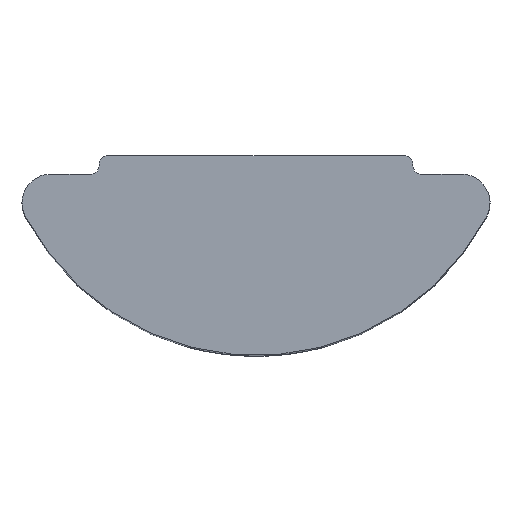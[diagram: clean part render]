
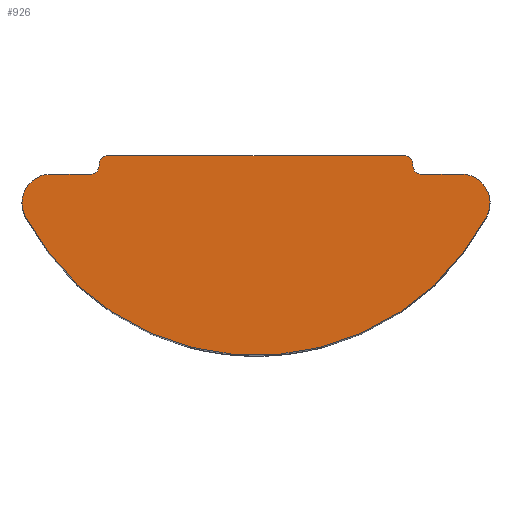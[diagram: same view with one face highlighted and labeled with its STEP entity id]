
A CAD part, top view. The second image highlights one B-rep face of the part: STEP entity #926.
In plain terms, the highlighted planar face has unit normal (0, 0, 1).
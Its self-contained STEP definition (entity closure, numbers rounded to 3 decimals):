
#11 = VERTEX_POINT ( 'NONE', #561 ) ;
#41 = CARTESIAN_POINT ( 'NONE',  ( 5.8, 0., 22. ) ) ;
#47 = AXIS2_PLACEMENT_3D ( 'NONE', #1087, #76, #71 ) ;
#49 = CARTESIAN_POINT ( 'NONE',  ( 7.2, 0., 22. ) ) ;
#52 = ORIENTED_EDGE ( 'NONE', *, *, #666, .T. ) ;
#60 = AXIS2_PLACEMENT_3D ( 'NONE', #1023, #1018, #958 ) ;
#68 = ORIENTED_EDGE ( 'NONE', *, *, #1047, .T. ) ;
#70 = AXIS2_PLACEMENT_3D ( 'NONE', #674, #590, #587 ) ;
#71 = DIRECTION ( 'NONE',  ( -1., 0., 0. ) ) ;
#76 = DIRECTION ( 'NONE',  ( 0., 0., -1. ) ) ;
#77 = VERTEX_POINT ( 'NONE', #873 ) ;
#79 = AXIS2_PLACEMENT_3D ( 'NONE', #1103, #939, #1037 ) ;
#110 = CARTESIAN_POINT ( 'NONE',  ( -7.2, 0., 22. ) ) ;
#114 = VERTEX_POINT ( 'NONE', #364 ) ;
#135 = DIRECTION ( 'NONE',  ( 0., 0., -1. ) ) ;
#137 = CIRCLE ( 'NONE', #79, 1. ) ;
#150 = VECTOR ( 'NONE', #432, 1000. ) ;
#153 = VERTEX_POINT ( 'NONE', #110 ) ;
#175 = VERTEX_POINT ( 'NONE', #49 ) ;
#187 = CIRCLE ( 'NONE', #306, 1. ) ;
#195 = CARTESIAN_POINT ( 'NONE',  ( -5.5, 0.3, 22. ) ) ;
#200 = CIRCLE ( 'NONE', #312, 0.3 ) ;
#226 = ORIENTED_EDGE ( 'NONE', *, *, #525, .F. ) ;
#228 = LINE ( 'NONE', #231, #1089 ) ;
#231 = CARTESIAN_POINT ( 'NONE',  ( -7.2, 0., 22. ) ) ;
#236 = CARTESIAN_POINT ( 'NONE',  ( 5.5, 0.35, 22. ) ) ;
#243 = CARTESIAN_POINT ( 'NONE',  ( 5.5, 0., 22. ) ) ;
#252 = ORIENTED_EDGE ( 'NONE', *, *, #442, .F. ) ;
#255 = VERTEX_POINT ( 'NONE', #1110 ) ;
#264 = AXIS2_PLACEMENT_3D ( 'NONE', #316, #135, #331 ) ;
#289 = CARTESIAN_POINT ( 'NONE',  ( -5.2, 0.65, 22. ) ) ;
#299 = ORIENTED_EDGE ( 'NONE', *, *, #392, .F. ) ;
#303 = CARTESIAN_POINT ( 'NONE',  ( -5.5, 0.35, 22. ) ) ;
#306 = AXIS2_PLACEMENT_3D ( 'NONE', #796, #791, #779 ) ;
#312 = AXIS2_PLACEMENT_3D ( 'NONE', #896, #834, #830 ) ;
#316 = CARTESIAN_POINT ( 'NONE',  ( -5.8, 0.3, 22. ) ) ;
#331 = DIRECTION ( 'NONE',  ( 1., 0., 0. ) ) ;
#337 = VERTEX_POINT ( 'NONE', #303 ) ;
#360 = EDGE_CURVE ( 'NONE', #337, #1061, #965, .T. ) ;
#364 = CARTESIAN_POINT ( 'NONE',  ( 8.085, -1.465, 22. ) ) ;
#378 = DIRECTION ( 'NONE',  ( 0., 1., 0. ) ) ;
#392 = EDGE_CURVE ( 'NONE', #114, #842, #530, .T. ) ;
#398 = LINE ( 'NONE', #803, #1031 ) ;
#406 = CIRCLE ( 'NONE', #60, 1. ) ;
#428 = CARTESIAN_POINT ( 'NONE',  ( 7.2, 0.65, 22. ) ) ;
#429 = CARTESIAN_POINT ( 'NONE',  ( 5.2, 0.65, 22. ) ) ;
#432 = DIRECTION ( 'NONE',  ( 1., 0., 0. ) ) ;
#442 = EDGE_CURVE ( 'NONE', #842, #77, #187, .T. ) ;
#453 = EDGE_LOOP ( 'NONE', ( #564, #483, #898, #52, #513, #252, #299, #575, #837, #710, #68, #1060, #226 ) ) ;
#456 = EDGE_CURVE ( 'NONE', #175, #761, #398, .T. ) ;
#483 = ORIENTED_EDGE ( 'NONE', *, *, #360, .T. ) ;
#513 = ORIENTED_EDGE ( 'NONE', *, *, #775, .F. ) ;
#525 = EDGE_CURVE ( 'NONE', #553, #921, #1029, .T. ) ;
#530 = CIRCLE ( 'NONE', #897, 9.134 ) ;
#553 = VERTEX_POINT ( 'NONE', #289 ) ;
#561 = CARTESIAN_POINT ( 'NONE',  ( -5.8, 0., 22. ) ) ;
#564 = ORIENTED_EDGE ( 'NONE', *, *, #995, .F. ) ;
#569 = CARTESIAN_POINT ( 'NONE',  ( -5.5, 0., 22. ) ) ;
#575 = ORIENTED_EDGE ( 'NONE', *, *, #787, .F. ) ;
#587 = DIRECTION ( 'NONE',  ( -1., 0., 0. ) ) ;
#590 = DIRECTION ( 'NONE',  ( 0., 0., -1. ) ) ;
#616 = AXIS2_PLACEMENT_3D ( 'NONE', #750, #980, #996 ) ;
#618 = CARTESIAN_POINT ( 'NONE',  ( -8.085, -1.465, 22. ) ) ;
#622 = EDGE_CURVE ( 'NONE', #761, #255, #1107, .T. ) ;
#638 = EDGE_CURVE ( 'NONE', #1061, #11, #695, .T. ) ;
#666 = EDGE_CURVE ( 'NONE', #11, #153, #228, .T. ) ;
#674 = CARTESIAN_POINT ( 'NONE',  ( -5.2, 0.35, 22. ) ) ;
#695 = CIRCLE ( 'NONE', #264, 0.3 ) ;
#703 = EDGE_CURVE ( 'NONE', #921, #1021, #200, .T. ) ;
#710 = ORIENTED_EDGE ( 'NONE', *, *, #622, .T. ) ;
#747 = CIRCLE ( 'NONE', #70, 0.3 ) ;
#750 = CARTESIAN_POINT ( 'NONE',  ( 5.8, 0.3, 22. ) ) ;
#761 = VERTEX_POINT ( 'NONE', #41 ) ;
#762 = VECTOR ( 'NONE', #1039, 1000. ) ;
#769 = PLANE ( 'NONE',  #47 ) ;
#775 = EDGE_CURVE ( 'NONE', #77, #153, #137, .T. ) ;
#779 = DIRECTION ( 'NONE',  ( -1., 0., 0. ) ) ;
#787 = EDGE_CURVE ( 'NONE', #175, #114, #406, .T. ) ;
#791 = DIRECTION ( 'NONE',  ( 0., 0., -1. ) ) ;
#796 = CARTESIAN_POINT ( 'NONE',  ( -7.2, -1., 22. ) ) ;
#800 = DIRECTION ( 'NONE',  ( -1., 0., 0. ) ) ;
#803 = CARTESIAN_POINT ( 'NONE',  ( 5.5, 0., 22. ) ) ;
#814 = DIRECTION ( 'NONE',  ( 0., 0., -1. ) ) ;
#830 = DIRECTION ( 'NONE',  ( -1., 0., 0. ) ) ;
#834 = DIRECTION ( 'NONE',  ( 0., 0., -1. ) ) ;
#837 = ORIENTED_EDGE ( 'NONE', *, *, #456, .T. ) ;
#842 = VERTEX_POINT ( 'NONE', #618 ) ;
#846 = LINE ( 'NONE', #243, #1038 ) ;
#856 = CARTESIAN_POINT ( 'NONE',  ( 0., 2.784, 22. ) ) ;
#873 = CARTESIAN_POINT ( 'NONE',  ( -8.2, -1., 22. ) ) ;
#896 = CARTESIAN_POINT ( 'NONE',  ( 5.2, 0.35, 22. ) ) ;
#897 = AXIS2_PLACEMENT_3D ( 'NONE', #856, #814, #981 ) ;
#898 = ORIENTED_EDGE ( 'NONE', *, *, #638, .T. ) ;
#921 = VERTEX_POINT ( 'NONE', #429 ) ;
#926 = ADVANCED_FACE ( 'NONE', ( #1051 ), #769, .F. ) ;
#939 = DIRECTION ( 'NONE',  ( 0., 0., -1. ) ) ;
#958 = DIRECTION ( 'NONE',  ( -1., 0., 0. ) ) ;
#965 = LINE ( 'NONE', #569, #762 ) ;
#980 = DIRECTION ( 'NONE',  ( 0., 0., -1. ) ) ;
#981 = DIRECTION ( 'NONE',  ( -1., 0., 0. ) ) ;
#995 = EDGE_CURVE ( 'NONE', #337, #553, #747, .T. ) ;
#996 = DIRECTION ( 'NONE',  ( 1., 0., 0. ) ) ;
#1018 = DIRECTION ( 'NONE',  ( 0., 0., -1. ) ) ;
#1021 = VERTEX_POINT ( 'NONE', #236 ) ;
#1023 = CARTESIAN_POINT ( 'NONE',  ( 7.2, -1., 22. ) ) ;
#1029 = LINE ( 'NONE', #428, #150 ) ;
#1031 = VECTOR ( 'NONE', #800, 1000. ) ;
#1037 = DIRECTION ( 'NONE',  ( -1., 0., 0. ) ) ;
#1038 = VECTOR ( 'NONE', #378, 1000. ) ;
#1039 = DIRECTION ( 'NONE',  ( 0., -1., 0. ) ) ;
#1047 = EDGE_CURVE ( 'NONE', #255, #1021, #846, .T. ) ;
#1051 = FACE_OUTER_BOUND ( 'NONE', #453, .T. ) ;
#1060 = ORIENTED_EDGE ( 'NONE', *, *, #703, .F. ) ;
#1061 = VERTEX_POINT ( 'NONE', #195 ) ;
#1075 = DIRECTION ( 'NONE',  ( -1., 0., 0. ) ) ;
#1087 = CARTESIAN_POINT ( 'NONE',  ( 7.2, -1., 22. ) ) ;
#1089 = VECTOR ( 'NONE', #1075, 1000. ) ;
#1103 = CARTESIAN_POINT ( 'NONE',  ( -7.2, -1., 22. ) ) ;
#1107 = CIRCLE ( 'NONE', #616, 0.3 ) ;
#1110 = CARTESIAN_POINT ( 'NONE',  ( 5.5, 0.3, 22. ) ) ;
